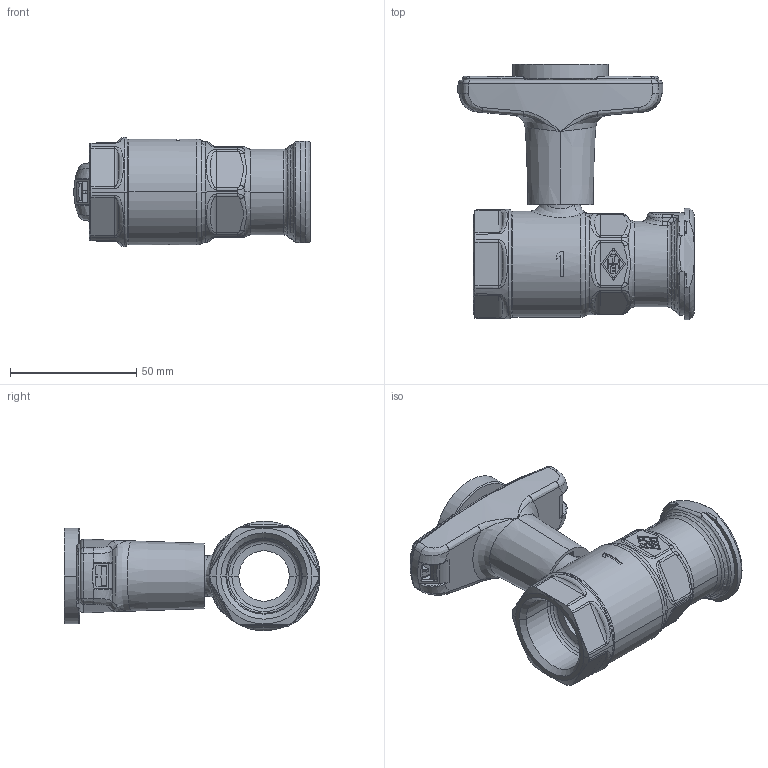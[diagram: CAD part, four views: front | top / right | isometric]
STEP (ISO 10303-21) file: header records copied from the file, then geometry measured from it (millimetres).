
FILE_DESCRIPTION((''),'2;1');
FILE_NAME('0620-04-000-THERMOMET_SW0001','2012-11-12T',('marann'),(''),'PRO/ENGINEER BY PARAMETRIC TECHNOLOGY CORPORATION, 2011490','PRO/ENGINEER BY PARAMETRIC TECHNOLOGY CORPORATION, 2011490','');
FILE_SCHEMA(('CONFIG_CONTROL_DESIGN'));
Length unit declared in the file: millimetre
Products named in the file (1): 0620-04-000-THERMOMET_SW0001
Bounding box: 93.65 x 101.4 x 43.33 mm (x, y, z)
Volume: 75583.9 mm3; surface area: 52992.7 mm2
Topology: 2 solids, 2 shells, 2263 faces, 6184 edges, 4008 vertices
Faces by surface type: plane 1614, cylinder 279, bspline 177, torus 97, cone 74, sphere 18, extrusion 4
Entity records: 81259 total; most frequent: CARTESIAN_POINT 25066, ORIENTED_EDGE 12368, DIRECTION 10690, EDGE_CURVE 6184, VECTOR 4544, LINE 4540, VERTEX_POINT 4008, AXIS2_PLACEMENT_3D 3073
